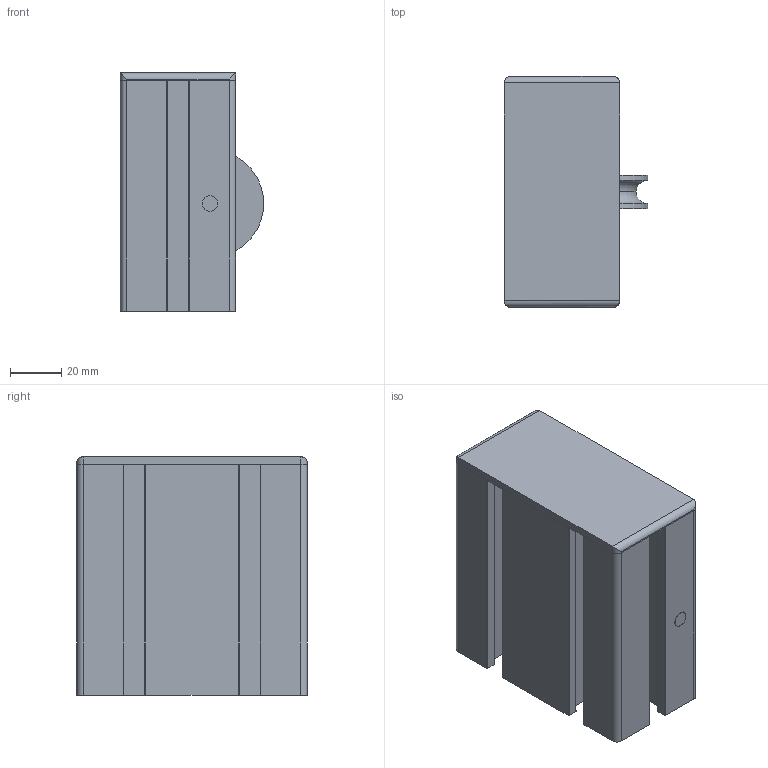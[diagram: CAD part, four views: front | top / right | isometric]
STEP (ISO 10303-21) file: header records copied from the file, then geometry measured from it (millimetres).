
FILE_DESCRIPTION(('STEP AP214'),'1');
FILE_NAME('cctmp_8521878D-931A-4B39-81B4-369F87E0D60E_2020_9_21_17_26_31_911..stp','2020-09-21T15:26:32',('MiniTec Maschinenbau GmbH & Co.KG'),('CADClick - www.CADClick.com'),'Spatial InterOp 3D',' ','unknown authorization');
FILE_SCHEMA(('AUTOMOTIVE_DESIGN'));
Length unit declared in the file: millimetre
Products named in the file (4): 21.1775/0
Assembly tree (3 placements, depth 2):
  (unnamed)
    21.1775/0
    21.1775/0
    21.1775/0
Bounding box: 56 x 90.4 x 93 mm (x, y, z)
Volume: 148889.4 mm3; surface area: 92325 mm2
Topology: 3 solids, 3 shells, 230 faces, 680 edges, 450 vertices
Faces by surface type: cylinder 120, plane 106, torus 4
Entity records: 9999 total; most frequent: CARTESIAN_POINT 1656, DIRECTION 1366, ORIENTED_EDGE 1360, EDGE_CURVE 680, AXIS2_PLACEMENT_3D 472, VERTEX_POINT 450, LINE 422, VECTOR 422
